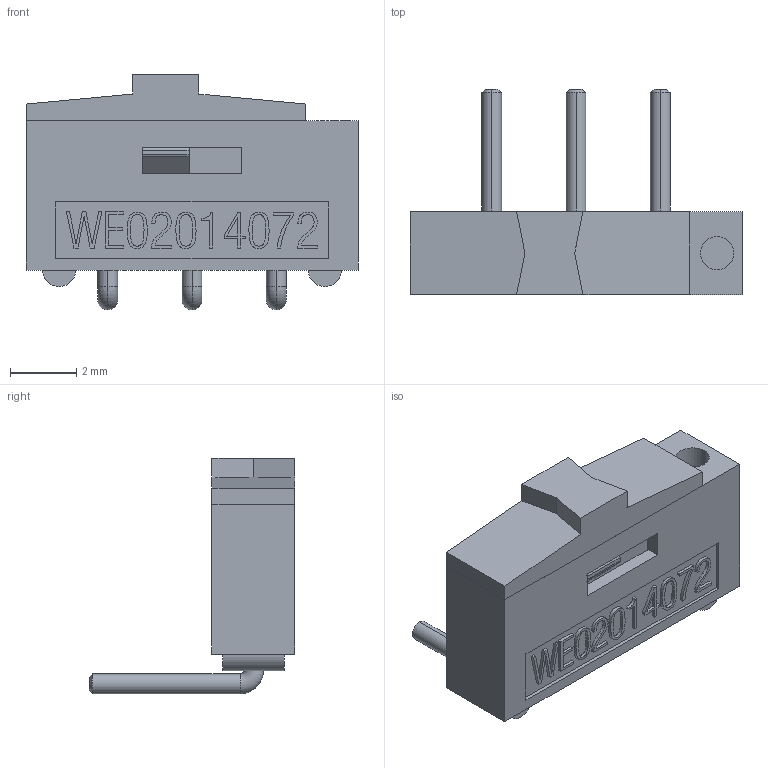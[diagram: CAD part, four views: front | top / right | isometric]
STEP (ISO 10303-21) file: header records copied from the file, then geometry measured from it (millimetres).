
FILE_DESCRIPTION(('STEP AP242'),'1');
FILE_NAME('450302014072.stp','2022-05-27T23:31:43',('TraceParts'),('TraceParts S.A.'),'Spatial InterOp 3D',' ',' ');
FILE_SCHEMA(('AP242_MANAGED_MODEL_BASED_3D_ENGINEERING_MIM_LF {1 0 10303 442 1 1 4}'));
Length unit declared in the file: millimetre
Products named in the file (1): 450302014072_1
Bounding box: 10 x 6.2 x 7.1 mm (x, y, z)
Volume: 114 mm3; surface area: 336.5 mm2
Topology: 2 solids, 2 shells, 196 faces, 495 edges, 328 vertices
Faces by surface type: plane 135, extrusion 27, cylinder 22, torus 6, cone 6
Entity records: 7962 total; most frequent: CARTESIAN_POINT 1964, ORIENTED_EDGE 990, DIRECTION 734, EDGE_CURVE 495, VERTEX_POINT 328, VECTOR 256, AXIS2_PLACEMENT_3D 239, LINE 229
